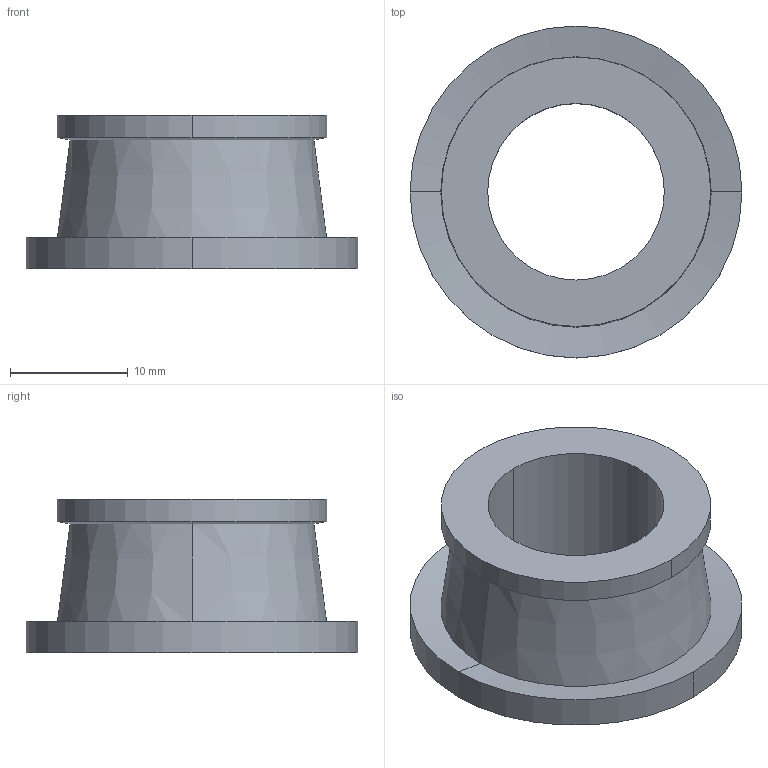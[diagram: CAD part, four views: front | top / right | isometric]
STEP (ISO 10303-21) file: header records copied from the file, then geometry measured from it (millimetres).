
FILE_DESCRIPTION(('Open CASCADE Model'),'2;1');
FILE_NAME('Open CASCADE Shape Model','2021-04-08T10:47:08',('Author'),( 'Open CASCADE'),'Open CASCADE STEP processor 7.4','Open CASCADE 7.4' ,'Unknown');
FILE_SCHEMA(('CONFIG_CONTROL_DESIGN'));
Length unit declared in the file: millimetre
Products named in the file (1): 0000024773 39
Bounding box: 28.2 x 28.2 x 13 mm (x, y, z)
Volume: 3233.9 mm3; surface area: 2537.8 mm2
Topology: 1 solids, 1 shells, 18 faces, 44 edges, 28 vertices
Faces by surface type: cone 6, cylinder 6, torus 4, plane 2
Entity records: 1170 total; most frequent: DIRECTION 200, CARTESIAN_POINT 191, LINE 90, VECTOR 90, ORIENTED_EDGE 88, PCURVE 88, DEFINITIONAL_REPRESENTATION 88, AXIS2_PLACEMENT_3D 51
